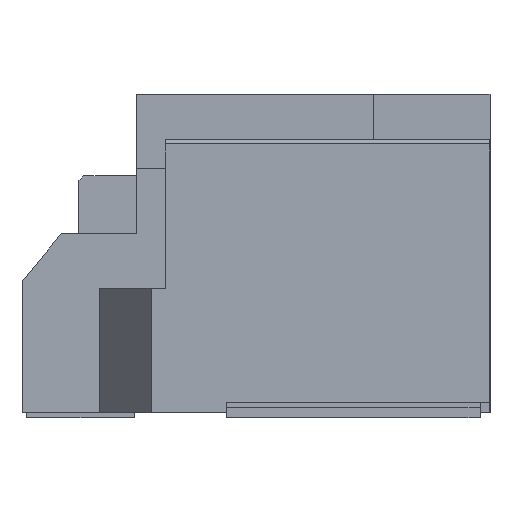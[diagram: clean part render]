
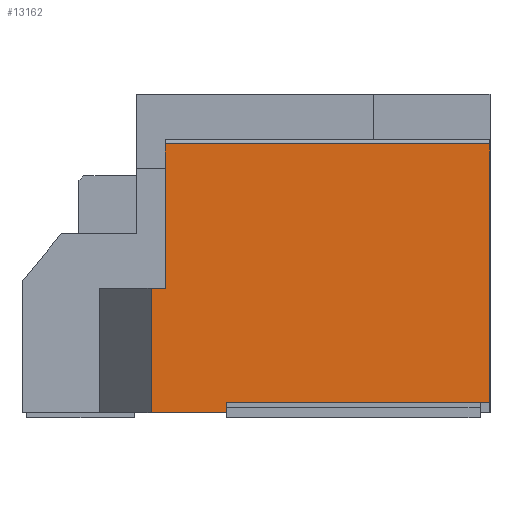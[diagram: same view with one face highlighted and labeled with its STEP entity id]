
A CAD part, left-side view. The second image highlights one B-rep face of the part: STEP entity #13162.
In plain terms, the highlighted planar face has unit normal (-1, 0, 0).
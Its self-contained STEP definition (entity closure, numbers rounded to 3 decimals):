
#309 = CARTESIAN_POINT ( 'NONE',  ( -13., 1.372, 5.4 ) ) ;
#315 = EDGE_CURVE ( 'NONE', #15324, #16487, #2557, .T. ) ;
#649 = LINE ( 'NONE', #5089, #12988 ) ;
#837 = LINE ( 'NONE', #14077, #7927 ) ;
#1281 = EDGE_CURVE ( 'NONE', #16487, #6681, #11545, .T. ) ;
#1649 = DIRECTION ( 'NONE',  ( 0., 0., -1. ) ) ;
#1784 = AXIS2_PLACEMENT_3D ( 'NONE', #15142, #23902, #1649 ) ;
#2557 = LINE ( 'NONE', #20067, #18817 ) ;
#2890 = EDGE_LOOP ( 'NONE', ( #5560, #8539, #26671, #27480, #14902, #20363, #22064, #27412, #27545 ) ) ;
#3635 = CARTESIAN_POINT ( 'NONE',  ( -13., -5.15, 5.4 ) ) ;
#5089 = CARTESIAN_POINT ( 'NONE',  ( -13., 0.15, 6.4 ) ) ;
#5560 = ORIENTED_EDGE ( 'NONE', *, *, #21617, .F. ) ;
#5970 = DIRECTION ( 'NONE',  ( 0., 1., 0. ) ) ;
#6230 = LINE ( 'NONE', #23466, #16733 ) ;
#6233 = FACE_OUTER_BOUND ( 'NONE', #2890, .T. ) ;
#6681 = VERTEX_POINT ( 'NONE', #12482 ) ;
#6845 = VECTOR ( 'NONE', #5970, 1000. ) ;
#7177 = VERTEX_POINT ( 'NONE', #3635 ) ;
#7927 = VECTOR ( 'NONE', #16245, 1000. ) ;
#8029 = LINE ( 'NONE', #25599, #27795 ) ;
#8539 = ORIENTED_EDGE ( 'NONE', *, *, #13801, .T. ) ;
#8567 = CARTESIAN_POINT ( 'NONE',  ( -13., 1.658, 0. ) ) ;
#8598 = CARTESIAN_POINT ( 'NONE',  ( -13., 1.658, 2.5 ) ) ;
#9522 = EDGE_CURVE ( 'NONE', #17121, #23439, #837, .T. ) ;
#9664 = CARTESIAN_POINT ( 'NONE',  ( -13., 1.372, 2.5 ) ) ;
#10556 = EDGE_CURVE ( 'NONE', #15324, #15080, #8029, .T. ) ;
#11224 = LINE ( 'NONE', #26931, #23138 ) ;
#11545 = LINE ( 'NONE', #9664, #26483 ) ;
#12482 = CARTESIAN_POINT ( 'NONE',  ( -13., 1.372, 2.5 ) ) ;
#12751 = VERTEX_POINT ( 'NONE', #309 ) ;
#12873 = CARTESIAN_POINT ( 'NONE',  ( -13., 0.15, 0.2 ) ) ;
#12988 = VECTOR ( 'NONE', #24933, 1000. ) ;
#13162 = ADVANCED_FACE ( 'NONE', ( #6233 ), #26086, .F. ) ;
#13801 = EDGE_CURVE ( 'NONE', #7177, #12751, #25666, .T. ) ;
#14077 = CARTESIAN_POINT ( 'NONE',  ( -13., 0.15, 0.2 ) ) ;
#14902 = ORIENTED_EDGE ( 'NONE', *, *, #315, .F. ) ;
#15080 = VERTEX_POINT ( 'NONE', #19266 ) ;
#15142 = CARTESIAN_POINT ( 'NONE',  ( -13., 4.25, 6.4 ) ) ;
#15324 = VERTEX_POINT ( 'NONE', #8567 ) ;
#16245 = DIRECTION ( 'NONE',  ( 0., 0., -1. ) ) ;
#16487 = VERTEX_POINT ( 'NONE', #8598 ) ;
#16733 = VECTOR ( 'NONE', #26082, 1000. ) ;
#17121 = VERTEX_POINT ( 'NONE', #12873 ) ;
#18051 = DIRECTION ( 'NONE',  ( 0., 0., 1. ) ) ;
#18817 = VECTOR ( 'NONE', #18051, 1000. ) ;
#19266 = CARTESIAN_POINT ( 'NONE',  ( -13., 0.15, 0. ) ) ;
#19444 = DIRECTION ( 'NONE',  ( 0., 0., 1. ) ) ;
#19996 = DIRECTION ( 'NONE',  ( 0., 1., 0. ) ) ;
#20067 = CARTESIAN_POINT ( 'NONE',  ( -13., 1.658, 0. ) ) ;
#20320 = DIRECTION ( 'NONE',  ( 0., -1., 0. ) ) ;
#20363 = ORIENTED_EDGE ( 'NONE', *, *, #10556, .T. ) ;
#20754 = EDGE_CURVE ( 'NONE', #23439, #15080, #649, .T. ) ;
#21319 = VERTEX_POINT ( 'NONE', #23664 ) ;
#21362 = CARTESIAN_POINT ( 'NONE',  ( -13., 4.25, 5.4 ) ) ;
#21617 = EDGE_CURVE ( 'NONE', #7177, #21319, #6230, .T. ) ;
#21701 = CARTESIAN_POINT ( 'NONE',  ( -13., 0.15, 0.1 ) ) ;
#22064 = ORIENTED_EDGE ( 'NONE', *, *, #20754, .F. ) ;
#22444 = EDGE_CURVE ( 'NONE', #21319, #17121, #11224, .T. ) ;
#23138 = VECTOR ( 'NONE', #19996, 1000. ) ;
#23439 = VERTEX_POINT ( 'NONE', #21701 ) ;
#23466 = CARTESIAN_POINT ( 'NONE',  ( -13., -5.15, 6.4 ) ) ;
#23618 = LINE ( 'NONE', #27980, #27016 ) ;
#23664 = CARTESIAN_POINT ( 'NONE',  ( -13., -5.15, 0.2 ) ) ;
#23852 = DIRECTION ( 'NONE',  ( 0., -1., 0. ) ) ;
#23902 = DIRECTION ( 'NONE',  ( 1., 0., 0. ) ) ;
#24933 = DIRECTION ( 'NONE',  ( 0., 0., -1. ) ) ;
#25599 = CARTESIAN_POINT ( 'NONE',  ( -13., 4.25, 0. ) ) ;
#25666 = LINE ( 'NONE', #21362, #6845 ) ;
#26082 = DIRECTION ( 'NONE',  ( 0., 0., -1. ) ) ;
#26086 = PLANE ( 'NONE',  #1784 ) ;
#26483 = VECTOR ( 'NONE', #20320, 1000. ) ;
#26671 = ORIENTED_EDGE ( 'NONE', *, *, #28107, .F. ) ;
#26931 = CARTESIAN_POINT ( 'NONE',  ( -13., 0.15, 0.2 ) ) ;
#27016 = VECTOR ( 'NONE', #19444, 1000. ) ;
#27412 = ORIENTED_EDGE ( 'NONE', *, *, #9522, .F. ) ;
#27480 = ORIENTED_EDGE ( 'NONE', *, *, #1281, .F. ) ;
#27545 = ORIENTED_EDGE ( 'NONE', *, *, #22444, .F. ) ;
#27795 = VECTOR ( 'NONE', #23852, 1000. ) ;
#27980 = CARTESIAN_POINT ( 'NONE',  ( -13., 1.372, 2.5 ) ) ;
#28107 = EDGE_CURVE ( 'NONE', #6681, #12751, #23618, .T. ) ;
